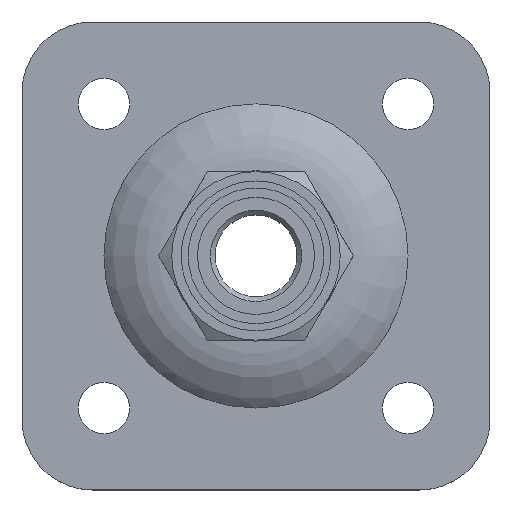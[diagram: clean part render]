
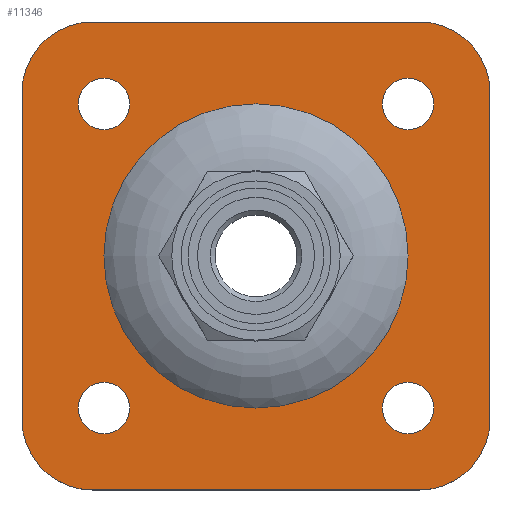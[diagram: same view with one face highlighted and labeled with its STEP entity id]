
A CAD part, top view. The second image highlights one B-rep face of the part: STEP entity #11346.
In plain terms, the highlighted planar face has unit normal (0, 0, 1).
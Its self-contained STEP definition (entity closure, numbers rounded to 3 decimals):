
#20 = ORIENTED_EDGE ( 'NONE', *, *, #5322, .F. ) ;
#125 = VERTEX_POINT ( 'NONE', #13706 ) ;
#136 = DIRECTION ( 'NONE',  ( 1., 0., 0. ) ) ;
#240 = EDGE_CURVE ( 'NONE', #14961, #1006, #13744, .T. ) ;
#265 = EDGE_CURVE ( 'NONE', #2692, #2692, #10525, .T. ) ;
#282 = FACE_OUTER_BOUND ( 'NONE', #10360, .T. ) ;
#395 = DIRECTION ( 'NONE',  ( 0., 1., 0. ) ) ;
#408 = VERTEX_POINT ( 'NONE', #4869 ) ;
#475 = ORIENTED_EDGE ( 'NONE', *, *, #3140, .F. ) ;
#611 = CIRCLE ( 'NONE', #12758, 5.5 ) ;
#629 = EDGE_LOOP ( 'NONE', ( #11750 ) ) ;
#658 = CARTESIAN_POINT ( 'NONE',  ( 32.5, 32.5, 5. ) ) ;
#669 = FACE_BOUND ( 'NONE', #11694, .T. ) ;
#681 = CARTESIAN_POINT ( 'NONE',  ( 35., -35., 5. ) ) ;
#773 = CARTESIAN_POINT ( 'NONE',  ( -50., 0., 5. ) ) ;
#997 = DIRECTION ( 'NONE',  ( 1., 0., 0. ) ) ;
#1006 = VERTEX_POINT ( 'NONE', #9904 ) ;
#1016 = CARTESIAN_POINT ( 'NONE',  ( 50., -35., 5. ) ) ;
#1067 = DIRECTION ( 'NONE',  ( 0., 0., 1. ) ) ;
#1293 = DIRECTION ( 'NONE',  ( -1., 0., 0. ) ) ;
#1332 = CARTESIAN_POINT ( 'NONE',  ( -27., -32.5, 5. ) ) ;
#1358 = DIRECTION ( 'NONE',  ( 0., 0., 1. ) ) ;
#1572 = CARTESIAN_POINT ( 'NONE',  ( -35., 50., 5. ) ) ;
#1816 = DIRECTION ( 'NONE',  ( 1., 0., 0. ) ) ;
#1851 = DIRECTION ( 'NONE',  ( 0., 0., 1. ) ) ;
#1879 = DIRECTION ( 'NONE',  ( 0., 0., 1. ) ) ;
#1900 = EDGE_LOOP ( 'NONE', ( #475 ) ) ;
#1949 = ORIENTED_EDGE ( 'NONE', *, *, #4752, .T. ) ;
#2028 = VECTOR ( 'NONE', #1816, 1000. ) ;
#2192 = DIRECTION ( 'NONE',  ( -1., 0., 0. ) ) ;
#2519 = VERTEX_POINT ( 'NONE', #13479 ) ;
#2692 = VERTEX_POINT ( 'NONE', #12277 ) ;
#2920 = DIRECTION ( 'NONE',  ( -1., 0., 0. ) ) ;
#3113 = DIRECTION ( 'NONE',  ( 1., 0., 0. ) ) ;
#3140 = EDGE_CURVE ( 'NONE', #2519, #2519, #8185, .T. ) ;
#3377 = LINE ( 'NONE', #15679, #6075 ) ;
#3419 = PLANE ( 'NONE',  #14663 ) ;
#3479 = CARTESIAN_POINT ( 'NONE',  ( -35., 35., 5. ) ) ;
#3550 = DIRECTION ( 'NONE',  ( 1., 0., 0. ) ) ;
#3691 = ORIENTED_EDGE ( 'NONE', *, *, #9447, .T. ) ;
#3830 = EDGE_CURVE ( 'NONE', #408, #408, #11469, .T. ) ;
#4124 = EDGE_CURVE ( 'NONE', #125, #12341, #3377, .T. ) ;
#4664 = EDGE_CURVE ( 'NONE', #13045, #13045, #12589, .T. ) ;
#4752 = EDGE_CURVE ( 'NONE', #1006, #12123, #5684, .T. ) ;
#4869 = CARTESIAN_POINT ( 'NONE',  ( 38., -32.5, 5. ) ) ;
#4907 = FACE_BOUND ( 'NONE', #6840, .T. ) ;
#5322 = EDGE_CURVE ( 'NONE', #10800, #12123, #15649, .T. ) ;
#5350 = AXIS2_PLACEMENT_3D ( 'NONE', #658, #1879, #3113 ) ;
#5577 = ORIENTED_EDGE ( 'NONE', *, *, #265, .F. ) ;
#5684 = CIRCLE ( 'NONE', #9145, 15. ) ;
#5968 = VERTEX_POINT ( 'NONE', #7419 ) ;
#6075 = VECTOR ( 'NONE', #997, 1000. ) ;
#6249 = CARTESIAN_POINT ( 'NONE',  ( 35., 35., 5. ) ) ;
#6348 = DIRECTION ( 'NONE',  ( -1., 0., 0. ) ) ;
#6840 = EDGE_LOOP ( 'NONE', ( #5577 ) ) ;
#6855 = AXIS2_PLACEMENT_3D ( 'NONE', #12773, #9021, #15064 ) ;
#6922 = ORIENTED_EDGE ( 'NONE', *, *, #11258, .T. ) ;
#7289 = EDGE_CURVE ( 'NONE', #12341, #14961, #14441, .T. ) ;
#7299 = DIRECTION ( 'NONE',  ( 0., 0., 1. ) ) ;
#7419 = CARTESIAN_POINT ( 'NONE',  ( -50., 35., 5. ) ) ;
#7422 = CARTESIAN_POINT ( 'NONE',  ( 32.5, -32.5, 5. ) ) ;
#7482 = ORIENTED_EDGE ( 'NONE', *, *, #7289, .T. ) ;
#7489 = CARTESIAN_POINT ( 'NONE',  ( -35., -35., 5. ) ) ;
#7563 = EDGE_LOOP ( 'NONE', ( #12680 ) ) ;
#7577 = EDGE_CURVE ( 'NONE', #7816, #5968, #7910, .T. ) ;
#7816 = VERTEX_POINT ( 'NONE', #12454 ) ;
#7910 = LINE ( 'NONE', #773, #13858 ) ;
#8185 = CIRCLE ( 'NONE', #5350, 5.5 ) ;
#8245 = CARTESIAN_POINT ( 'NONE',  ( 0., 32.5, 5. ) ) ;
#8541 = CIRCLE ( 'NONE', #13626, 15. ) ;
#8613 = DIRECTION ( 'NONE',  ( 0., 0., 1. ) ) ;
#8647 = AXIS2_PLACEMENT_3D ( 'NONE', #7489, #14784, #1293 ) ;
#9021 = DIRECTION ( 'NONE',  ( 0., 0., 1. ) ) ;
#9145 = AXIS2_PLACEMENT_3D ( 'NONE', #6249, #1358, #6348 ) ;
#9187 = VECTOR ( 'NONE', #395, 1000. ) ;
#9447 = EDGE_CURVE ( 'NONE', #7816, #125, #15782, .T. ) ;
#9618 = CARTESIAN_POINT ( 'NONE',  ( 0., 0., 5. ) ) ;
#9638 = DIRECTION ( 'NONE',  ( 1., 0., 0. ) ) ;
#9904 = CARTESIAN_POINT ( 'NONE',  ( 50., 35., 5. ) ) ;
#10360 = EDGE_LOOP ( 'NONE', ( #13352, #1949, #20, #6922, #12885, #3691, #12645, #7482 ) ) ;
#10525 = CIRCLE ( 'NONE', #6855, 5.5 ) ;
#10755 = ORIENTED_EDGE ( 'NONE', *, *, #3830, .F. ) ;
#10800 = VERTEX_POINT ( 'NONE', #1572 ) ;
#10993 = CARTESIAN_POINT ( 'NONE',  ( 32.5, 0., 5. ) ) ;
#11258 = EDGE_CURVE ( 'NONE', #10800, #5968, #8541, .T. ) ;
#11346 = ADVANCED_FACE ( 'NONE', ( #14661, #4907, #14269, #669, #13304, #282 ), #3419, .F. ) ;
#11469 = CIRCLE ( 'NONE', #13021, 5.5 ) ;
#11546 = VERTEX_POINT ( 'NONE', #1332 ) ;
#11671 = CARTESIAN_POINT ( 'NONE',  ( 50., 0., 5. ) ) ;
#11694 = EDGE_LOOP ( 'NONE', ( #10755 ) ) ;
#11732 = DIRECTION ( 'NONE',  ( 0., 1., 0. ) ) ;
#11750 = ORIENTED_EDGE ( 'NONE', *, *, #15050, .F. ) ;
#11821 = CARTESIAN_POINT ( 'NONE',  ( 0., 50., 5. ) ) ;
#11844 = AXIS2_PLACEMENT_3D ( 'NONE', #9618, #7299, #3550 ) ;
#12123 = VERTEX_POINT ( 'NONE', #15546 ) ;
#12277 = CARTESIAN_POINT ( 'NONE',  ( -27., 32.5, 5. ) ) ;
#12341 = VERTEX_POINT ( 'NONE', #13793 ) ;
#12351 = AXIS2_PLACEMENT_3D ( 'NONE', #681, #1851, #2920 ) ;
#12454 = CARTESIAN_POINT ( 'NONE',  ( -50., -35., 5. ) ) ;
#12589 = CIRCLE ( 'NONE', #11844, 32.5 ) ;
#12645 = ORIENTED_EDGE ( 'NONE', *, *, #4124, .T. ) ;
#12680 = ORIENTED_EDGE ( 'NONE', *, *, #4664, .F. ) ;
#12758 = AXIS2_PLACEMENT_3D ( 'NONE', #15642, #1067, #9638 ) ;
#12773 = CARTESIAN_POINT ( 'NONE',  ( -32.5, 32.5, 5. ) ) ;
#12885 = ORIENTED_EDGE ( 'NONE', *, *, #7577, .F. ) ;
#13021 = AXIS2_PLACEMENT_3D ( 'NONE', #7422, #8613, #136 ) ;
#13045 = VERTEX_POINT ( 'NONE', #10993 ) ;
#13160 = DIRECTION ( 'NONE',  ( 0., 0., 1. ) ) ;
#13215 = DIRECTION ( 'NONE',  ( 0., 0., -1. ) ) ;
#13304 = FACE_BOUND ( 'NONE', #7563, .T. ) ;
#13352 = ORIENTED_EDGE ( 'NONE', *, *, #240, .T. ) ;
#13377 = DIRECTION ( 'NONE',  ( -1., 0., 0. ) ) ;
#13479 = CARTESIAN_POINT ( 'NONE',  ( 38., 32.5, 5. ) ) ;
#13626 = AXIS2_PLACEMENT_3D ( 'NONE', #3479, #13160, #13377 ) ;
#13706 = CARTESIAN_POINT ( 'NONE',  ( -35., -50., 5. ) ) ;
#13744 = LINE ( 'NONE', #11671, #9187 ) ;
#13793 = CARTESIAN_POINT ( 'NONE',  ( 35., -50., 5. ) ) ;
#13858 = VECTOR ( 'NONE', #11732, 1000. ) ;
#14269 = FACE_BOUND ( 'NONE', #1900, .T. ) ;
#14441 = CIRCLE ( 'NONE', #12351, 15. ) ;
#14661 = FACE_BOUND ( 'NONE', #629, .T. ) ;
#14663 = AXIS2_PLACEMENT_3D ( 'NONE', #8245, #13215, #2192 ) ;
#14784 = DIRECTION ( 'NONE',  ( 0., 0., 1. ) ) ;
#14961 = VERTEX_POINT ( 'NONE', #1016 ) ;
#15050 = EDGE_CURVE ( 'NONE', #11546, #11546, #611, .T. ) ;
#15064 = DIRECTION ( 'NONE',  ( 1., 0., 0. ) ) ;
#15546 = CARTESIAN_POINT ( 'NONE',  ( 35., 50., 5. ) ) ;
#15642 = CARTESIAN_POINT ( 'NONE',  ( -32.5, -32.5, 5. ) ) ;
#15649 = LINE ( 'NONE', #11821, #2028 ) ;
#15679 = CARTESIAN_POINT ( 'NONE',  ( 0., -50., 5. ) ) ;
#15782 = CIRCLE ( 'NONE', #8647, 15. ) ;
